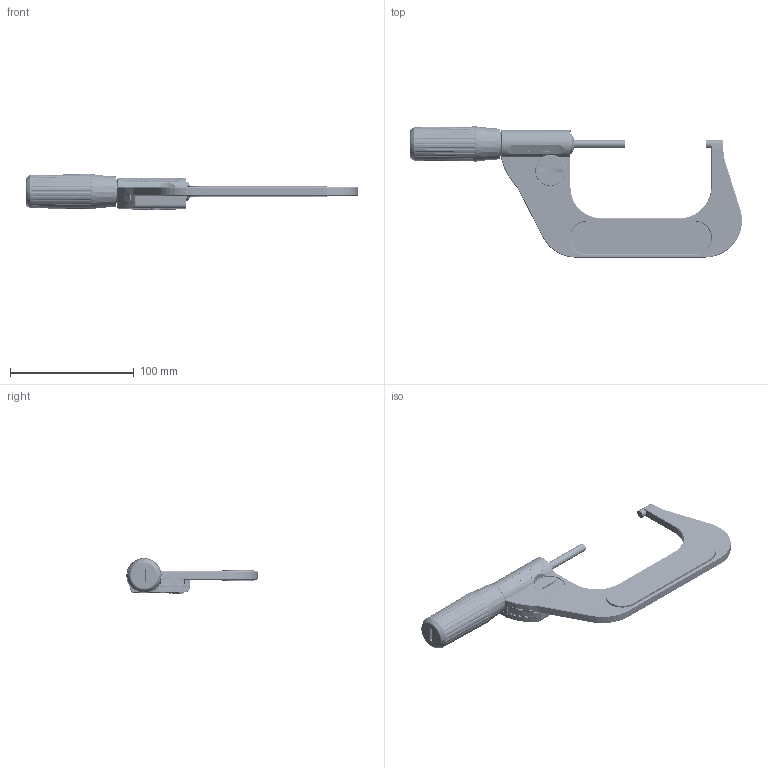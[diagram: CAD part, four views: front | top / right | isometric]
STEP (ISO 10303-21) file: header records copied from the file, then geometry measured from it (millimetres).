
FILE_DESCRIPTION((''),'2;1');
FILE_NAME('PM276_023_003_ASM','2023-11-30T08:42:06',('FST'),('Sylvac SA'),'CREO PARAMETRIC BY PTC INC, 2022244','CREO PARAMETRIC BY PTC INC, 2022244','');
FILE_SCHEMA(('CONFIG_CONTROL_DESIGN'));
Products named in the file (66): PM276_110_642FINITION; PM276_120_651_FINI; NRB_2X6_3; PM276_120_683; 276_100_630; 276_100_629; PM276_100_607; COLLE_018; 276_100_009_ASM; PM276_120_035_ASM; 276_100_615; 276_100_616; 203_100_619; 276_100_608; PM276_110_647; PM276_110_644; PM276_110_017_ASM; PM276_110_645; PM276_103_619; 276_100_622; PM276_103_621; PM276_100_637_MNT_HIGH; PM276_103_717; 276_100_659; 276_100_658; 276_103_728; PM249_220_715_MNT_276; 276_103_718; PM276_113_016_ASM; 276_100_611; PM276_110_654; 276_100_673; PM276_113_947; PM276_100_913_MONTE; PM276_100_623; OR21_0_7; 276_110_048_SOFT_ASM; 276_120_042_ASM; PM276_300_653; 276_300_633 ...
Assembly tree (92 placements, depth 5):
  PM276_023_003_ASM
    276_120_042_ASM
      PM276_120_035_ASM
        PM276_110_642FINITION
        PM276_120_651_FINI
        NRB_2X6_3  x2
        PM276_120_683
        276_100_630
        276_100_009_ASM
          276_100_629
          PM276_100_607
          COLLE_018
      276_100_615
      276_100_616
      203_100_619
      276_100_608
      PM276_110_647
      PM276_113_016_ASM
        PM276_110_017_ASM
          PM276_110_644
          PM276_100_607
        PM276_110_645
        PM276_103_619
        276_100_622
        PM276_103_621
        PM276_100_637_MNT_HIGH  x3
        NRB_2X6_3  x6
        PM276_103_717
        276_100_659
        276_100_658
        276_103_728
        PM249_220_715_MNT_276  x2
        276_103_718  x2
      276_100_611
      276_110_048_SOFT_ASM
        PM276_110_654
        276_100_673
        PM276_113_947
        PM276_100_913_MONTE
        PM276_100_623
        OR21_0_7
    PM276_300_653  x2
    276_300_633
    276_250_021_ASM
      PM227_080
      PM276_250_308_MNT
    PM276_230_005_ASM
      276_230_700
      PM289_300_632  x2
      295_200_602  x2
      PM289_910_677
      303_400_607
      PM276_230_736
      276_222_401
      276_212_301
      303_400_624
      VIS_PT_KA14X4  x6
      PM276_200_407
    VIS_T_CYL_BB_M1_6X6_BN20038  x8
    276_100_612
Bounding box: 268.83 x 106.25 x 29.13 mm (x, y, z)
Volume: 115168.2 mm3; surface area: 117974.6 mm2
Topology: 84 solids, 110 shells, 5008 faces, 12661 edges, 8061 vertices
Faces by surface type: plane 2254, cylinder 1088, cone 654, extrusion 387, bspline 351, torus 216, sphere 58
Entity records: 182838 total; most frequent: CARTESIAN_POINT 77636, ORIENTED_EDGE 22086, DIRECTION 20339, EDGE_CURVE 11079, VERTEX_POINT 7117, VECTOR 7057, LINE 6670, AXIS2_PLACEMENT_3D 6641
